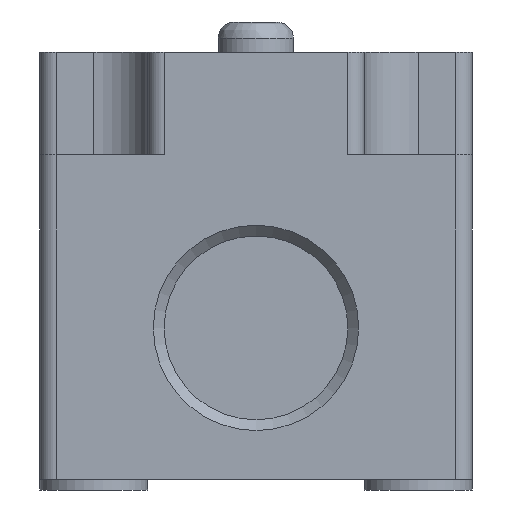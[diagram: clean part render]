
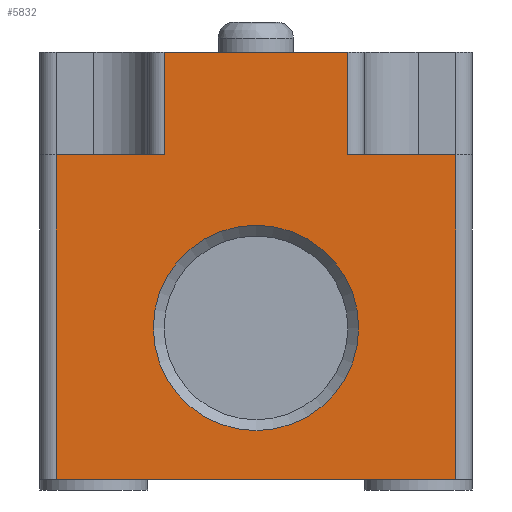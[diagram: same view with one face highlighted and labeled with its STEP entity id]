
A CAD part, front view. The second image highlights one B-rep face of the part: STEP entity #5832.
In plain terms, the highlighted planar face has unit normal (0, -1, 0).
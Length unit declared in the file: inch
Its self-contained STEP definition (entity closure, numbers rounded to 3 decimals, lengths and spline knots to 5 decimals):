
#294 = CARTESIAN_POINT ( 'NONE',  ( -0.72835, -2.75591, 0.03937 ) ) ;
#395 = VECTOR ( 'NONE', #4515, 39.37008 ) ;
#435 = ORIENTED_EDGE ( 'NONE', *, *, #2742, .T. ) ;
#483 = VECTOR ( 'NONE', #6643, 39.37008 ) ;
#503 = DIRECTION ( 'NONE',  ( 0., -1., 0. ) ) ;
#510 = CARTESIAN_POINT ( 'NONE',  ( 0.33465, -2.75591, 1.22047 ) ) ;
#688 = CARTESIAN_POINT ( 'NONE',  ( 0.7874, -2.75591, 1.22047 ) ) ;
#739 = CARTESIAN_POINT ( 'NONE',  ( -0.33465, -2.75591, 1.59449 ) ) ;
#810 = CARTESIAN_POINT ( 'NONE',  ( 0.33465, -2.75591, 1.59449 ) ) ;
#921 = LINE ( 'NONE', #7198, #483 ) ;
#1059 = VERTEX_POINT ( 'NONE', #294 ) ;
#1164 = CARTESIAN_POINT ( 'NONE',  ( -0.33465, -2.75591, 0.03937 ) ) ;
#1263 = ORIENTED_EDGE ( 'NONE', *, *, #4349, .T. ) ;
#1264 = ORIENTED_EDGE ( 'NONE', *, *, #1475, .F. ) ;
#1293 = CARTESIAN_POINT ( 'NONE',  ( 0., -2.75591, 0.21654 ) ) ;
#1422 = CARTESIAN_POINT ( 'NONE',  ( 0., -2.75591, 0.03937 ) ) ;
#1475 = EDGE_CURVE ( 'NONE', #2341, #7014, #6628, .T. ) ;
#1616 = DIRECTION ( 'NONE',  ( -1., 0., 0. ) ) ;
#1751 = CARTESIAN_POINT ( 'NONE',  ( 0.72835, -2.75591, 1.22047 ) ) ;
#1824 = EDGE_LOOP ( 'NONE', ( #435 ) ) ;
#1872 = VECTOR ( 'NONE', #3229, 39.37008 ) ;
#1950 = CARTESIAN_POINT ( 'NONE',  ( 0.72835, -2.75591, 0.03937 ) ) ;
#2069 = DIRECTION ( 'NONE',  ( 0., 1., 0. ) ) ;
#2200 = DIRECTION ( 'NONE',  ( 0., 0., -1. ) ) ;
#2341 = VERTEX_POINT ( 'NONE', #1751 ) ;
#2347 = VERTEX_POINT ( 'NONE', #739 ) ;
#2360 = VERTEX_POINT ( 'NONE', #810 ) ;
#2456 = DIRECTION ( 'NONE',  ( 0., 0., -1. ) ) ;
#2471 = VERTEX_POINT ( 'NONE', #4971 ) ;
#2552 = EDGE_CURVE ( 'NONE', #7014, #1059, #5445, .T. ) ;
#2742 = EDGE_CURVE ( 'NONE', #5306, #5306, #5807, .T. ) ;
#2764 = CARTESIAN_POINT ( 'NONE',  ( -0.72835, -2.75591, 0.03937 ) ) ;
#2815 = CARTESIAN_POINT ( 'NONE',  ( 0.7874, -2.75591, 1.22047 ) ) ;
#3070 = EDGE_CURVE ( 'NONE', #2360, #2347, #921, .T. ) ;
#3154 = FACE_OUTER_BOUND ( 'NONE', #5170, .T. ) ;
#3229 = DIRECTION ( 'NONE',  ( 0., 0., 1. ) ) ;
#3452 = AXIS2_PLACEMENT_3D ( 'NONE', #7498, #503, #1616 ) ;
#4076 = LINE ( 'NONE', #1164, #5780 ) ;
#4140 = VECTOR ( 'NONE', #6070, 39.37008 ) ;
#4305 = FACE_BOUND ( 'NONE', #1824, .T. ) ;
#4349 = EDGE_CURVE ( 'NONE', #4594, #1059, #5076, .T. ) ;
#4391 = DIRECTION ( 'NONE',  ( 0., 0., -1. ) ) ;
#4399 = CARTESIAN_POINT ( 'NONE',  ( 0.72835, -2.75591, 0.03937 ) ) ;
#4508 = EDGE_CURVE ( 'NONE', #2471, #4594, #6829, .T. ) ;
#4515 = DIRECTION ( 'NONE',  ( -1., 0., 0. ) ) ;
#4594 = VERTEX_POINT ( 'NONE', #6371 ) ;
#4890 = LINE ( 'NONE', #688, #7393 ) ;
#4898 = VERTEX_POINT ( 'NONE', #510 ) ;
#4971 = CARTESIAN_POINT ( 'NONE',  ( -0.33465, -2.75591, 1.22047 ) ) ;
#5076 = LINE ( 'NONE', #2764, #5837 ) ;
#5170 = EDGE_LOOP ( 'NONE', ( #6570, #6473, #6859, #1263, #6868, #1264, #6744, #5848 ) ) ;
#5281 = VECTOR ( 'NONE', #6036, 39.37008 ) ;
#5306 = VERTEX_POINT ( 'NONE', #1293 ) ;
#5330 = DIRECTION ( 'NONE',  ( -1., 0., 0. ) ) ;
#5343 = EDGE_CURVE ( 'NONE', #2347, #2471, #4076, .T. ) ;
#5445 = LINE ( 'NONE', #1422, #4140 ) ;
#5780 = VECTOR ( 'NONE', #2456, 39.37008 ) ;
#5807 = CIRCLE ( 'NONE', #6578, 0.37402 ) ;
#5832 = ADVANCED_FACE ( 'NONE', ( #4305, #3154 ), #6624, .T. ) ;
#5837 = VECTOR ( 'NONE', #2200, 39.37008 ) ;
#5848 = ORIENTED_EDGE ( 'NONE', *, *, #6248, .T. ) ;
#6036 = DIRECTION ( 'NONE',  ( 0., 0., -1. ) ) ;
#6070 = DIRECTION ( 'NONE',  ( -1., 0., 0. ) ) ;
#6248 = EDGE_CURVE ( 'NONE', #4898, #2360, #7189, .T. ) ;
#6371 = CARTESIAN_POINT ( 'NONE',  ( -0.72835, -2.75591, 1.22047 ) ) ;
#6473 = ORIENTED_EDGE ( 'NONE', *, *, #5343, .T. ) ;
#6570 = ORIENTED_EDGE ( 'NONE', *, *, #3070, .T. ) ;
#6578 = AXIS2_PLACEMENT_3D ( 'NONE', #7288, #2069, #4391 ) ;
#6624 = PLANE ( 'NONE',  #3452 ) ;
#6628 = LINE ( 'NONE', #4399, #5281 ) ;
#6643 = DIRECTION ( 'NONE',  ( -1., 0., 0. ) ) ;
#6744 = ORIENTED_EDGE ( 'NONE', *, *, #7325, .T. ) ;
#6829 = LINE ( 'NONE', #2815, #395 ) ;
#6859 = ORIENTED_EDGE ( 'NONE', *, *, #4508, .T. ) ;
#6868 = ORIENTED_EDGE ( 'NONE', *, *, #2552, .F. ) ;
#7014 = VERTEX_POINT ( 'NONE', #1950 ) ;
#7189 = LINE ( 'NONE', #7263, #1872 ) ;
#7198 = CARTESIAN_POINT ( 'NONE',  ( 0.7874, -2.75591, 1.59449 ) ) ;
#7263 = CARTESIAN_POINT ( 'NONE',  ( 0.33465, -2.75591, 0.03937 ) ) ;
#7288 = CARTESIAN_POINT ( 'NONE',  ( 0., -2.75591, 0.59055 ) ) ;
#7325 = EDGE_CURVE ( 'NONE', #2341, #4898, #4890, .T. ) ;
#7393 = VECTOR ( 'NONE', #5330, 39.37008 ) ;
#7498 = CARTESIAN_POINT ( 'NONE',  ( 0.7874, -2.75591, 0.03937 ) ) ;
